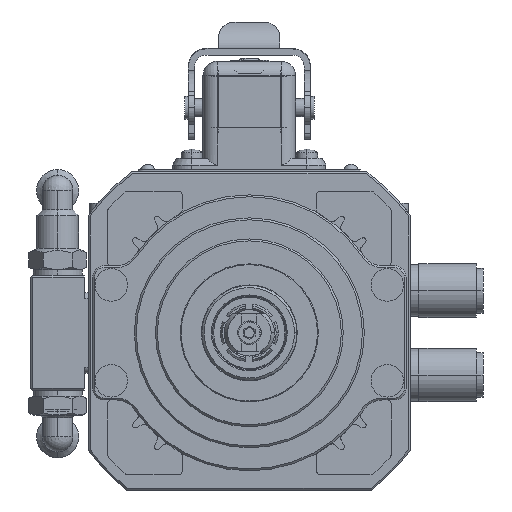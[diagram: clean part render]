
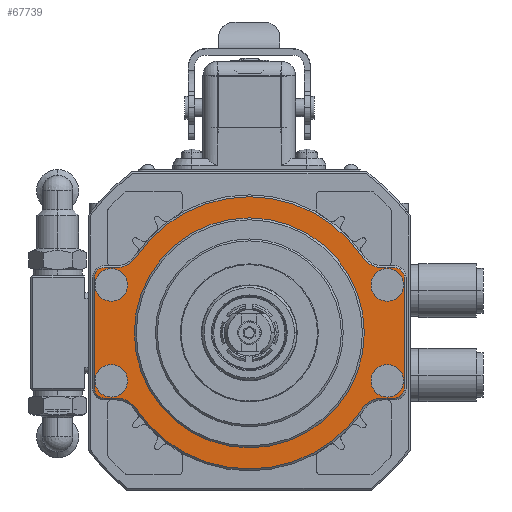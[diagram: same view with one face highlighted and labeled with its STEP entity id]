
A CAD part, front view. The second image highlights one B-rep face of the part: STEP entity #67739.
In plain terms, the highlighted planar face has unit normal (0, -1, 0).
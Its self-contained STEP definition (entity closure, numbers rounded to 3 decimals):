
#67494=CARTESIAN_POINT('',(-0.,-8.5,0.));
#67495=DIRECTION('',(0.,1.,-0.));
#67496=DIRECTION('',(-1.,0.,-0.));
#67497=AXIS2_PLACEMENT_3D('',#67494,#67495,#67496);
#67498=PLANE('',#67497);
#67499=CARTESIAN_POINT('',(-31.75,-8.5,12.5));
#67500=VERTEX_POINT('',#67499);
#67501=CARTESIAN_POINT('',(-40.25,-8.5,12.5));
#67502=VERTEX_POINT('',#67501);
#67503=CARTESIAN_POINT('',(-36.,-8.5,12.5));
#67504=DIRECTION('',(0.,1.,-0.));
#67505=DIRECTION('',(1.,-0.,0.));
#67506=AXIS2_PLACEMENT_3D('',#67503,#67504,#67505);
#67507=CIRCLE('',#67506,4.25);
#67508=EDGE_CURVE('',#67500,#67502,#67507,.T.);
#67509=ORIENTED_EDGE('',*,*,#67508,.T.);
#67510=CARTESIAN_POINT('',(-36.,-8.5,12.5));
#67511=DIRECTION('',(0.,1.,-0.));
#67512=DIRECTION('',(1.,-0.,0.));
#67513=AXIS2_PLACEMENT_3D('',#67510,#67511,#67512);
#67514=CIRCLE('',#67513,4.25);
#67515=EDGE_CURVE('',#67502,#67500,#67514,.T.);
#67516=ORIENTED_EDGE('',*,*,#67515,.T.);
#67517=EDGE_LOOP('',(#67509,#67516));
#67518=FACE_BOUND('',#67517,.T.);
#67519=CARTESIAN_POINT('',(40.25,-8.5,12.5));
#67520=VERTEX_POINT('',#67519);
#67521=CARTESIAN_POINT('',(31.75,-8.5,12.5));
#67522=VERTEX_POINT('',#67521);
#67523=CARTESIAN_POINT('',(36.,-8.5,12.5));
#67524=DIRECTION('',(0.,1.,-0.));
#67525=DIRECTION('',(1.,-0.,0.));
#67526=AXIS2_PLACEMENT_3D('',#67523,#67524,#67525);
#67527=CIRCLE('',#67526,4.25);
#67528=EDGE_CURVE('',#67520,#67522,#67527,.T.);
#67529=ORIENTED_EDGE('',*,*,#67528,.T.);
#67530=CARTESIAN_POINT('',(36.,-8.5,12.5));
#67531=DIRECTION('',(0.,1.,-0.));
#67532=DIRECTION('',(1.,-0.,0.));
#67533=AXIS2_PLACEMENT_3D('',#67530,#67531,#67532);
#67534=CIRCLE('',#67533,4.25);
#67535=EDGE_CURVE('',#67522,#67520,#67534,.T.);
#67536=ORIENTED_EDGE('',*,*,#67535,.T.);
#67537=EDGE_LOOP('',(#67529,#67536));
#67538=FACE_BOUND('',#67537,.T.);
#67539=CARTESIAN_POINT('',(-36.,-8.5,-8.25));
#67540=VERTEX_POINT('',#67539);
#67541=CARTESIAN_POINT('',(-40.25,-8.5,-12.5));
#67542=VERTEX_POINT('',#67541);
#67543=CARTESIAN_POINT('',(-36.,-8.5,-12.5));
#67544=DIRECTION('',(0.,1.,-0.));
#67545=DIRECTION('',(-0.,0.,1.));
#67546=AXIS2_PLACEMENT_3D('',#67543,#67544,#67545);
#67547=CIRCLE('',#67546,4.25);
#67548=EDGE_CURVE('',#67540,#67542,#67547,.T.);
#67549=ORIENTED_EDGE('',*,*,#67548,.T.);
#67550=CARTESIAN_POINT('',(-36.,-8.5,-12.5));
#67551=DIRECTION('',(0.,1.,-0.));
#67552=DIRECTION('',(-0.,0.,1.));
#67553=AXIS2_PLACEMENT_3D('',#67550,#67551,#67552);
#67554=CIRCLE('',#67553,4.25);
#67555=EDGE_CURVE('',#67542,#67540,#67554,.T.);
#67556=ORIENTED_EDGE('',*,*,#67555,.T.);
#67557=EDGE_LOOP('',(#67549,#67556));
#67558=FACE_BOUND('',#67557,.T.);
#67559=CARTESIAN_POINT('',(36.,-8.5,-8.25));
#67560=VERTEX_POINT('',#67559);
#67561=CARTESIAN_POINT('',(31.75,-8.5,-12.5));
#67562=VERTEX_POINT('',#67561);
#67563=CARTESIAN_POINT('',(36.,-8.5,-12.5));
#67564=DIRECTION('',(0.,1.,-0.));
#67565=DIRECTION('',(-0.,0.,1.));
#67566=AXIS2_PLACEMENT_3D('',#67563,#67564,#67565);
#67567=CIRCLE('',#67566,4.25);
#67568=EDGE_CURVE('',#67560,#67562,#67567,.T.);
#67569=ORIENTED_EDGE('',*,*,#67568,.T.);
#67570=CARTESIAN_POINT('',(36.,-8.5,-12.5));
#67571=DIRECTION('',(0.,1.,-0.));
#67572=DIRECTION('',(-0.,0.,1.));
#67573=AXIS2_PLACEMENT_3D('',#67570,#67571,#67572);
#67574=CIRCLE('',#67573,4.25);
#67575=EDGE_CURVE('',#67562,#67560,#67574,.T.);
#67576=ORIENTED_EDGE('',*,*,#67575,.T.);
#67577=EDGE_LOOP('',(#67569,#67576));
#67578=FACE_BOUND('',#67577,.T.);
#67579=CARTESIAN_POINT('',(34.81,-8.5,17.));
#67580=VERTEX_POINT('',#67579);
#67581=CARTESIAN_POINT('',(29.423,-8.5,19.863));
#67582=VERTEX_POINT('',#67581);
#67583=CARTESIAN_POINT('',(34.81,-8.5,23.5));
#67584=DIRECTION('',(0.,1.,-0.));
#67585=DIRECTION('',(-1.,0.,-0.));
#67586=AXIS2_PLACEMENT_3D('',#67583,#67584,#67585);
#67587=CIRCLE('',#67586,6.5);
#67588=EDGE_CURVE('',#67580,#67582,#67587,.T.);
#67589=ORIENTED_EDGE('',*,*,#67588,.T.);
#67590=CARTESIAN_POINT('',(-29.423,-8.5,19.863));
#67591=VERTEX_POINT('',#67590);
#67592=CARTESIAN_POINT('',(-0.,-8.5,0.));
#67593=DIRECTION('',(-0.,-1.,0.));
#67594=DIRECTION('',(-1.,0.,-0.));
#67595=AXIS2_PLACEMENT_3D('',#67592,#67593,#67594);
#67596=CIRCLE('',#67595,35.5);
#67597=EDGE_CURVE('',#67582,#67591,#67596,.T.);
#67598=ORIENTED_EDGE('',*,*,#67597,.T.);
#67599=CARTESIAN_POINT('',(-34.81,-8.5,17.));
#67600=VERTEX_POINT('',#67599);
#67601=CARTESIAN_POINT('',(-34.81,-8.5,23.5));
#67602=DIRECTION('',(0.,1.,-0.));
#67603=DIRECTION('',(-1.,0.,-0.));
#67604=AXIS2_PLACEMENT_3D('',#67601,#67602,#67603);
#67605=CIRCLE('',#67604,6.5);
#67606=EDGE_CURVE('',#67591,#67600,#67605,.T.);
#67607=ORIENTED_EDGE('',*,*,#67606,.T.);
#67608=CARTESIAN_POINT('',(-37.9,-8.5,17.));
#67609=VERTEX_POINT('',#67608);
#67610=CARTESIAN_POINT('',(-34.81,-8.5,17.));
#67611=DIRECTION('',(-1.,0.,0.));
#67612=VECTOR('',#67611,3.09);
#67613=LINE('',#67610,#67612);
#67614=EDGE_CURVE('',#67600,#67609,#67613,.T.);
#67615=ORIENTED_EDGE('',*,*,#67614,.T.);
#67616=CARTESIAN_POINT('',(-40.4,-8.5,14.5));
#67617=VERTEX_POINT('',#67616);
#67618=CARTESIAN_POINT('',(-37.9,-8.5,14.5));
#67619=DIRECTION('',(-0.,-1.,0.));
#67620=DIRECTION('',(-1.,0.,-0.));
#67621=AXIS2_PLACEMENT_3D('',#67618,#67619,#67620);
#67622=CIRCLE('',#67621,2.5);
#67623=EDGE_CURVE('',#67609,#67617,#67622,.T.);
#67624=ORIENTED_EDGE('',*,*,#67623,.T.);
#67625=CARTESIAN_POINT('',(-40.4,-8.5,-14.5));
#67626=VERTEX_POINT('',#67625);
#67627=CARTESIAN_POINT('',(-40.4,-8.5,14.5));
#67628=DIRECTION('',(0.,-0.,-1.));
#67629=VECTOR('',#67628,29.);
#67630=LINE('',#67627,#67629);
#67631=EDGE_CURVE('',#67617,#67626,#67630,.T.);
#67632=ORIENTED_EDGE('',*,*,#67631,.T.);
#67633=CARTESIAN_POINT('',(-37.9,-8.5,-17.));
#67634=VERTEX_POINT('',#67633);
#67635=CARTESIAN_POINT('',(-37.9,-8.5,-14.5));
#67636=DIRECTION('',(-0.,-1.,0.));
#67637=DIRECTION('',(-1.,0.,-0.));
#67638=AXIS2_PLACEMENT_3D('',#67635,#67636,#67637);
#67639=CIRCLE('',#67638,2.5);
#67640=EDGE_CURVE('',#67626,#67634,#67639,.T.);
#67641=ORIENTED_EDGE('',*,*,#67640,.T.);
#67642=CARTESIAN_POINT('',(-34.81,-8.5,-17.));
#67643=VERTEX_POINT('',#67642);
#67644=CARTESIAN_POINT('',(-37.9,-8.5,-17.));
#67645=DIRECTION('',(1.,0.,-0.));
#67646=VECTOR('',#67645,3.09);
#67647=LINE('',#67644,#67646);
#67648=EDGE_CURVE('',#67634,#67643,#67647,.T.);
#67649=ORIENTED_EDGE('',*,*,#67648,.T.);
#67650=CARTESIAN_POINT('',(-29.423,-8.5,-19.863));
#67651=VERTEX_POINT('',#67650);
#67652=CARTESIAN_POINT('',(-34.81,-8.5,-23.5));
#67653=DIRECTION('',(0.,1.,-0.));
#67654=DIRECTION('',(-1.,0.,-0.));
#67655=AXIS2_PLACEMENT_3D('',#67652,#67653,#67654);
#67656=CIRCLE('',#67655,6.5);
#67657=EDGE_CURVE('',#67643,#67651,#67656,.T.);
#67658=ORIENTED_EDGE('',*,*,#67657,.T.);
#67659=CARTESIAN_POINT('',(29.423,-8.5,-19.863));
#67660=VERTEX_POINT('',#67659);
#67661=CARTESIAN_POINT('',(-0.,-8.5,0.));
#67662=DIRECTION('',(-0.,-1.,0.));
#67663=DIRECTION('',(-1.,0.,-0.));
#67664=AXIS2_PLACEMENT_3D('',#67661,#67662,#67663);
#67665=CIRCLE('',#67664,35.5);
#67666=EDGE_CURVE('',#67651,#67660,#67665,.T.);
#67667=ORIENTED_EDGE('',*,*,#67666,.T.);
#67668=CARTESIAN_POINT('',(34.81,-8.5,-17.));
#67669=VERTEX_POINT('',#67668);
#67670=CARTESIAN_POINT('',(34.81,-8.5,-23.5));
#67671=DIRECTION('',(0.,1.,-0.));
#67672=DIRECTION('',(-1.,0.,-0.));
#67673=AXIS2_PLACEMENT_3D('',#67670,#67671,#67672);
#67674=CIRCLE('',#67673,6.5);
#67675=EDGE_CURVE('',#67660,#67669,#67674,.T.);
#67676=ORIENTED_EDGE('',*,*,#67675,.T.);
#67677=CARTESIAN_POINT('',(37.9,-8.5,-17.));
#67678=VERTEX_POINT('',#67677);
#67679=CARTESIAN_POINT('',(34.81,-8.5,-17.));
#67680=DIRECTION('',(1.,0.,-0.));
#67681=VECTOR('',#67680,3.09);
#67682=LINE('',#67679,#67681);
#67683=EDGE_CURVE('',#67669,#67678,#67682,.T.);
#67684=ORIENTED_EDGE('',*,*,#67683,.T.);
#67685=CARTESIAN_POINT('',(40.4,-8.5,-14.5));
#67686=VERTEX_POINT('',#67685);
#67687=CARTESIAN_POINT('',(37.9,-8.5,-14.5));
#67688=DIRECTION('',(-0.,-1.,0.));
#67689=DIRECTION('',(-1.,0.,-0.));
#67690=AXIS2_PLACEMENT_3D('',#67687,#67688,#67689);
#67691=CIRCLE('',#67690,2.5);
#67692=EDGE_CURVE('',#67678,#67686,#67691,.T.);
#67693=ORIENTED_EDGE('',*,*,#67692,.T.);
#67694=CARTESIAN_POINT('',(40.4,-8.5,14.5));
#67695=VERTEX_POINT('',#67694);
#67696=CARTESIAN_POINT('',(40.4,-8.5,-14.5));
#67697=DIRECTION('',(0.,0.,1.));
#67698=VECTOR('',#67697,29.);
#67699=LINE('',#67696,#67698);
#67700=EDGE_CURVE('',#67686,#67695,#67699,.T.);
#67701=ORIENTED_EDGE('',*,*,#67700,.T.);
#67702=CARTESIAN_POINT('',(37.9,-8.5,17.));
#67703=VERTEX_POINT('',#67702);
#67704=CARTESIAN_POINT('',(37.9,-8.5,14.5));
#67705=DIRECTION('',(-0.,-1.,0.));
#67706=DIRECTION('',(-1.,0.,-0.));
#67707=AXIS2_PLACEMENT_3D('',#67704,#67705,#67706);
#67708=CIRCLE('',#67707,2.5);
#67709=EDGE_CURVE('',#67695,#67703,#67708,.T.);
#67710=ORIENTED_EDGE('',*,*,#67709,.T.);
#67711=CARTESIAN_POINT('',(37.9,-8.5,17.));
#67712=DIRECTION('',(-1.,0.,0.));
#67713=VECTOR('',#67712,3.09);
#67714=LINE('',#67711,#67713);
#67715=EDGE_CURVE('',#67703,#67580,#67714,.T.);
#67716=ORIENTED_EDGE('',*,*,#67715,.T.);
#67717=EDGE_LOOP('',(#67589,#67598,#67607,#67615,#67624,#67632,#67641,#67649,#67658,#67667,#67676,#67684,#67693,#67701,#67710,#67716));
#67718=FACE_BOUND('',#67717,.T.);
#67719=CARTESIAN_POINT('',(-30.,-8.5,-0.));
#67720=VERTEX_POINT('',#67719);
#67721=CARTESIAN_POINT('',(30.,-8.5,0.));
#67722=VERTEX_POINT('',#67721);
#67723=CARTESIAN_POINT('',(-0.,-8.5,0.));
#67724=DIRECTION('',(0.,1.,-0.));
#67725=DIRECTION('',(-1.,0.,-0.));
#67726=AXIS2_PLACEMENT_3D('',#67723,#67724,#67725);
#67727=CIRCLE('',#67726,30.);
#67728=EDGE_CURVE('',#67720,#67722,#67727,.T.);
#67729=ORIENTED_EDGE('',*,*,#67728,.T.);
#67730=CARTESIAN_POINT('',(-0.,-8.5,0.));
#67731=DIRECTION('',(0.,1.,-0.));
#67732=DIRECTION('',(-1.,0.,-0.));
#67733=AXIS2_PLACEMENT_3D('',#67730,#67731,#67732);
#67734=CIRCLE('',#67733,30.);
#67735=EDGE_CURVE('',#67722,#67720,#67734,.T.);
#67736=ORIENTED_EDGE('',*,*,#67735,.T.);
#67737=EDGE_LOOP('',(#67729,#67736));
#67738=FACE_BOUND('',#67737,.T.);
#67739=ADVANCED_FACE('',(#67518,#67538,#67558,#67578,#67718,#67738),#67498,.F.);
